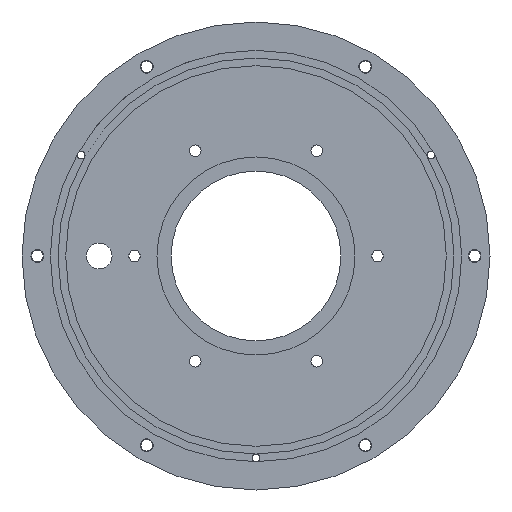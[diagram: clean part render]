
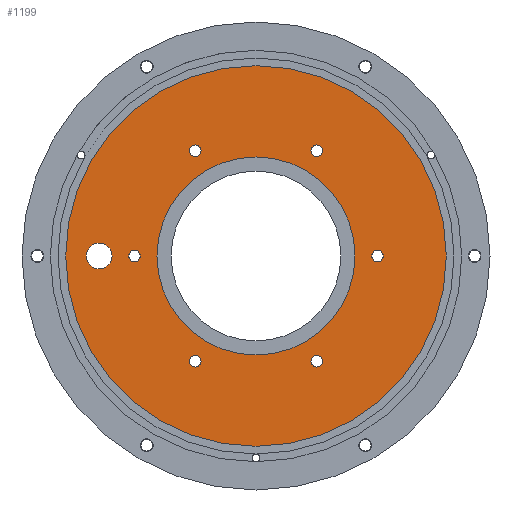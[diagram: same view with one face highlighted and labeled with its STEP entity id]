
A CAD part, left-side view. The second image highlights one B-rep face of the part: STEP entity #1199.
In plain terms, the highlighted planar face has unit normal (-1, 0, 0).
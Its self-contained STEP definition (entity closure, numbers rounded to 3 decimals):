
#74=CARTESIAN_POINT('',(25.5,0.,0.));
#75=DIRECTION('',(-1.,0.,0.));
#76=DIRECTION('',(0.,0.,-1.));
#77=AXIS2_PLACEMENT_3D('',#74,#75,#76);
#79=CARTESIAN_POINT('',(25.5,0.,0.));
#80=DIRECTION('',(1.,0.,0.));
#81=DIRECTION('',(0.,0.,-1.));
#82=AXIS2_PLACEMENT_3D('',#79,#80,#81);
#84=CARTESIAN_POINT('',(25.5,-47.25,0.));
#85=DIRECTION('',(1.,0.,0.));
#86=DIRECTION('',(0.,0.,1.));
#87=AXIS2_PLACEMENT_3D('',#84,#85,#86);
#89=CARTESIAN_POINT('',(25.5,-47.25,0.));
#90=DIRECTION('',(1.,0.,0.));
#91=DIRECTION('',(0.,0.,-1.));
#92=AXIS2_PLACEMENT_3D('',#89,#90,#91);
#94=CARTESIAN_POINT('',(25.5,-23.625,-40.92));
#95=DIRECTION('',(1.,0.,0.));
#96=DIRECTION('',(0.,-0.866,0.5));
#97=AXIS2_PLACEMENT_3D('',#94,#95,#96);
#99=CARTESIAN_POINT('',(25.5,-23.625,-40.92));
#100=DIRECTION('',(1.,0.,0.));
#101=DIRECTION('',(0.,0.866,-0.5));
#102=AXIS2_PLACEMENT_3D('',#99,#100,#101);
#104=CARTESIAN_POINT('',(25.5,23.625,-40.92));
#105=DIRECTION('',(1.,0.,0.));
#106=DIRECTION('',(0.,-0.866,-0.5));
#107=AXIS2_PLACEMENT_3D('',#104,#105,#106);
#109=CARTESIAN_POINT('',(25.5,23.625,-40.92));
#110=DIRECTION('',(1.,0.,0.));
#111=DIRECTION('',(0.,0.866,0.5));
#112=AXIS2_PLACEMENT_3D('',#109,#110,#111);
#114=CARTESIAN_POINT('',(25.5,47.25,0.));
#115=DIRECTION('',(1.,0.,0.));
#116=DIRECTION('',(0.,0.,-1.));
#117=AXIS2_PLACEMENT_3D('',#114,#115,#116);
#119=CARTESIAN_POINT('',(25.5,47.25,0.));
#120=DIRECTION('',(1.,0.,0.));
#121=DIRECTION('',(0.,0.,1.));
#122=AXIS2_PLACEMENT_3D('',#119,#120,#121);
#124=CARTESIAN_POINT('',(25.5,23.625,40.92));
#125=DIRECTION('',(1.,0.,0.));
#126=DIRECTION('',(0.,0.866,-0.5));
#127=AXIS2_PLACEMENT_3D('',#124,#125,#126);
#129=CARTESIAN_POINT('',(25.5,23.625,40.92));
#130=DIRECTION('',(1.,0.,0.));
#131=DIRECTION('',(0.,-0.866,0.5));
#132=AXIS2_PLACEMENT_3D('',#129,#130,#131);
#134=CARTESIAN_POINT('',(25.5,-23.625,40.92));
#135=DIRECTION('',(1.,0.,0.));
#136=DIRECTION('',(0.,0.866,0.5));
#137=AXIS2_PLACEMENT_3D('',#134,#135,#136);
#139=CARTESIAN_POINT('',(25.5,-23.625,40.92));
#140=DIRECTION('',(1.,0.,0.));
#141=DIRECTION('',(0.,-0.866,-0.5));
#142=AXIS2_PLACEMENT_3D('',#139,#140,#141);
#144=CARTESIAN_POINT('',(25.5,61.,0.));
#145=DIRECTION('',(1.,0.,0.));
#146=DIRECTION('',(0.,0.,1.));
#147=AXIS2_PLACEMENT_3D('',#144,#145,#146);
#149=CARTESIAN_POINT('',(25.5,61.,0.));
#150=DIRECTION('',(1.,0.,0.));
#151=DIRECTION('',(0.,0.,-1.));
#152=AXIS2_PLACEMENT_3D('',#149,#150,#151);
#154=CARTESIAN_POINT('',(25.5,0.,0.));
#155=DIRECTION('',(1.,0.,0.));
#156=DIRECTION('',(0.,0.,-1.));
#157=AXIS2_PLACEMENT_3D('',#154,#155,#156);
#167=CARTESIAN_POINT('',(25.5,0.,0.));
#168=DIRECTION('',(-1.,0.,0.));
#169=DIRECTION('',(0.,0.,-1.));
#170=AXIS2_PLACEMENT_3D('',#167,#168,#169);
#841=CARTESIAN_POINT('',(25.5,0.,-74.));
#843=VERTEX_POINT('',#841);
#844=CARTESIAN_POINT('',(25.5,0.,-38.5));
#846=VERTEX_POINT('',#844);
#881=CARTESIAN_POINT('',(25.5,0.,74.));
#883=VERTEX_POINT('',#881);
#884=CARTESIAN_POINT('',(25.5,0.,38.5));
#886=VERTEX_POINT('',#884);
#932=CARTESIAN_POINT('',(25.5,-47.25,2.25));
#933=CARTESIAN_POINT('',(25.5,-47.25,-2.25));
#934=VERTEX_POINT('',#932);
#935=VERTEX_POINT('',#933);
#940=CARTESIAN_POINT('',(25.5,-25.574,-39.795));
#941=CARTESIAN_POINT('',(25.5,-21.676,-42.045));
#942=VERTEX_POINT('',#940);
#943=VERTEX_POINT('',#941);
#948=CARTESIAN_POINT('',(25.5,21.676,-42.045));
#949=CARTESIAN_POINT('',(25.5,25.574,-39.795));
#950=VERTEX_POINT('',#948);
#951=VERTEX_POINT('',#949);
#956=CARTESIAN_POINT('',(25.5,47.25,-2.25));
#957=CARTESIAN_POINT('',(25.5,47.25,2.25));
#958=VERTEX_POINT('',#956);
#959=VERTEX_POINT('',#957);
#964=CARTESIAN_POINT('',(25.5,25.574,39.795));
#965=CARTESIAN_POINT('',(25.5,21.676,42.045));
#966=VERTEX_POINT('',#964);
#967=VERTEX_POINT('',#965);
#972=CARTESIAN_POINT('',(25.5,-21.676,42.045));
#973=CARTESIAN_POINT('',(25.5,-25.574,39.795));
#974=VERTEX_POINT('',#972);
#975=VERTEX_POINT('',#973);
#1048=CARTESIAN_POINT('',(25.5,61.,5.));
#1049=CARTESIAN_POINT('',(25.5,61.,-5.));
#1050=VERTEX_POINT('',#1048);
#1051=VERTEX_POINT('',#1049);
#1142=CARTESIAN_POINT('',(25.5,0.,0.));
#1143=DIRECTION('',(1.,0.,0.));
#1144=DIRECTION('',(0.,0.,1.));
#1145=AXIS2_PLACEMENT_3D('',#1142,#1143,#1144);
#1146=PLANE('',#1145);
#1147=ORIENTED_EDGE('',*,*,#1135,.F.);
#1148=ORIENTED_EDGE('',*,*,#1124,.T.);
#1149=EDGE_LOOP('',(#1147,#1148));
#1150=FACE_OUTER_BOUND('',#1149,.F.);
#1152=ORIENTED_EDGE('',*,*,#1151,.F.);
#1154=ORIENTED_EDGE('',*,*,#1153,.T.);
#1155=EDGE_LOOP('',(#1152,#1154));
#1156=FACE_BOUND('',#1155,.F.);
#1158=ORIENTED_EDGE('',*,*,#1157,.F.);
#1160=ORIENTED_EDGE('',*,*,#1159,.F.);
#1161=EDGE_LOOP('',(#1158,#1160));
#1162=FACE_BOUND('',#1161,.F.);
#1164=ORIENTED_EDGE('',*,*,#1163,.F.);
#1166=ORIENTED_EDGE('',*,*,#1165,.F.);
#1167=EDGE_LOOP('',(#1164,#1166));
#1168=FACE_BOUND('',#1167,.F.);
#1170=ORIENTED_EDGE('',*,*,#1169,.F.);
#1172=ORIENTED_EDGE('',*,*,#1171,.F.);
#1173=EDGE_LOOP('',(#1170,#1172));
#1174=FACE_BOUND('',#1173,.F.);
#1176=ORIENTED_EDGE('',*,*,#1175,.F.);
#1178=ORIENTED_EDGE('',*,*,#1177,.F.);
#1179=EDGE_LOOP('',(#1176,#1178));
#1180=FACE_BOUND('',#1179,.F.);
#1182=ORIENTED_EDGE('',*,*,#1181,.F.);
#1184=ORIENTED_EDGE('',*,*,#1183,.F.);
#1185=EDGE_LOOP('',(#1182,#1184));
#1186=FACE_BOUND('',#1185,.F.);
#1188=ORIENTED_EDGE('',*,*,#1187,.F.);
#1190=ORIENTED_EDGE('',*,*,#1189,.F.);
#1191=EDGE_LOOP('',(#1188,#1190));
#1192=FACE_BOUND('',#1191,.F.);
#1194=ORIENTED_EDGE('',*,*,#1193,.F.);
#1196=ORIENTED_EDGE('',*,*,#1195,.F.);
#1197=EDGE_LOOP('',(#1194,#1196));
#1198=FACE_BOUND('',#1197,.F.);
#1199=ADVANCED_FACE('',(#1150,#1156,#1162,#1168,#1174,#1180,#1186,#1192,#1198),
#1146,.F.);
#78=CIRCLE('',#77,74.);
#83=CIRCLE('',#82,74.);
#88=CIRCLE('',#87,2.25);
#93=CIRCLE('',#92,2.25);
#98=CIRCLE('',#97,2.25);
#103=CIRCLE('',#102,2.25);
#108=CIRCLE('',#107,2.25);
#113=CIRCLE('',#112,2.25);
#118=CIRCLE('',#117,2.25);
#123=CIRCLE('',#122,2.25);
#128=CIRCLE('',#127,2.25);
#133=CIRCLE('',#132,2.25);
#138=CIRCLE('',#137,2.25);
#143=CIRCLE('',#142,2.25);
#148=CIRCLE('',#147,5.);
#153=CIRCLE('',#152,5.);
#158=CIRCLE('',#157,38.5);
#171=CIRCLE('',#170,38.5);
#1124=EDGE_CURVE('',#843,#883,#83,.T.);
#1135=EDGE_CURVE('',#843,#883,#78,.T.);
#1151=EDGE_CURVE('',#846,#886,#158,.T.);
#1153=EDGE_CURVE('',#846,#886,#171,.T.);
#1157=EDGE_CURVE('',#934,#935,#88,.T.);
#1159=EDGE_CURVE('',#935,#934,#93,.T.);
#1163=EDGE_CURVE('',#942,#943,#98,.T.);
#1165=EDGE_CURVE('',#943,#942,#103,.T.);
#1169=EDGE_CURVE('',#950,#951,#108,.T.);
#1171=EDGE_CURVE('',#951,#950,#113,.T.);
#1175=EDGE_CURVE('',#958,#959,#118,.T.);
#1177=EDGE_CURVE('',#959,#958,#123,.T.);
#1181=EDGE_CURVE('',#966,#967,#128,.T.);
#1183=EDGE_CURVE('',#967,#966,#133,.T.);
#1187=EDGE_CURVE('',#974,#975,#138,.T.);
#1189=EDGE_CURVE('',#975,#974,#143,.T.);
#1193=EDGE_CURVE('',#1050,#1051,#148,.T.);
#1195=EDGE_CURVE('',#1051,#1050,#153,.T.);
